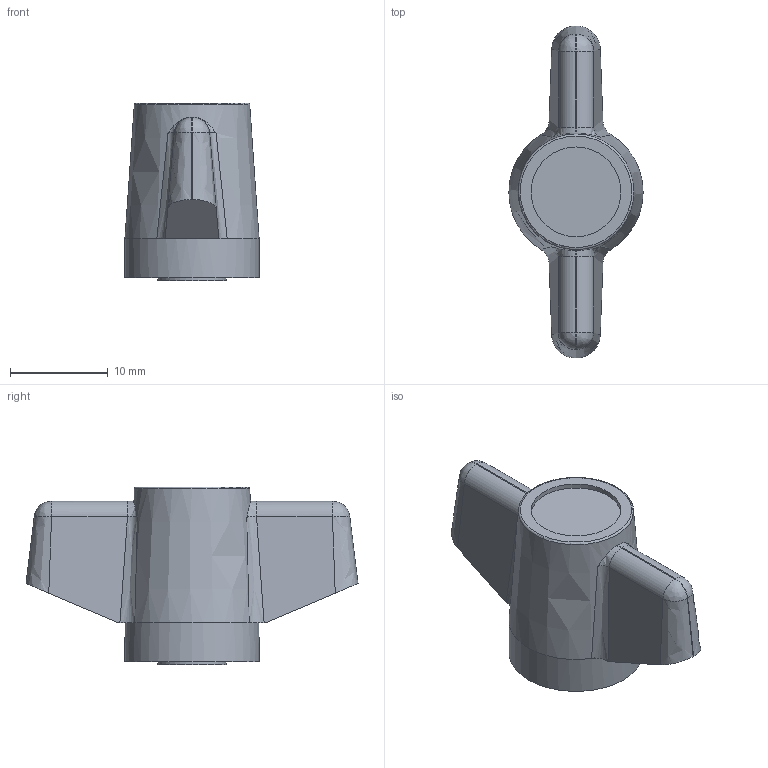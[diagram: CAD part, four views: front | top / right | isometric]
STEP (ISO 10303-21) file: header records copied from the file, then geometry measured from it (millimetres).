
FILE_DESCRIPTION( ( 'Unknown' ), '1' );
FILE_NAME( '6309495_GB34_M05.stp', 'Unknown', ( 'Unknown' ), ( 'Unknown' ), 'PSStep 11.0', 'Unknown', ' ' );
FILE_SCHEMA( ( 'AUTOMOTIVE_DESIGN { 1 0 10303 214 1 1 1 1 }' ) );
Length unit declared in the file: millimetre
Products named in the file (1): 1801011
Bounding box: 13.75 x 34 x 18.2 mm (x, y, z)
Volume: 3101.8 mm3; surface area: 1660.7 mm2
Topology: 1 solids, 1 shells, 47 faces, 112 edges, 69 vertices
Faces by surface type: plane 16, bspline 16, cylinder 11, cone 3, torus 1
Full cylindrical faces by diameter (mm): 4.134 x2, 7 x1, 9.189 x1, 13.75 x1
Entity records: 4846 total; most frequent: CARTESIAN_POINT 3583, ORIENTED_EDGE 194, DIRECTION 138, EDGE_CURVE 97, VERTEX_POINT 64, EDGE_LOOP 58, AXIS2_PLACEMENT_3D 57, FACE_OUTER_BOUND 53
